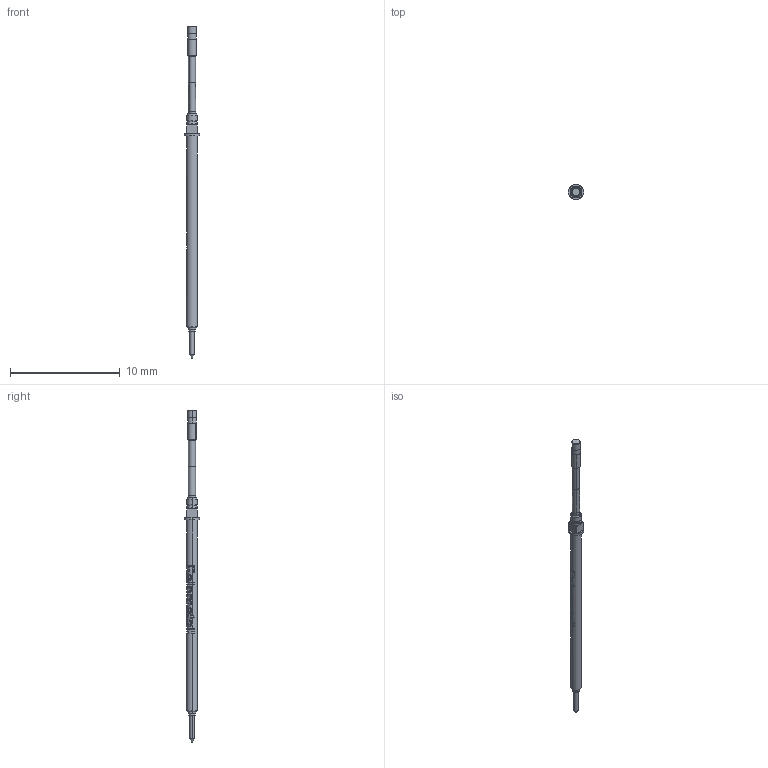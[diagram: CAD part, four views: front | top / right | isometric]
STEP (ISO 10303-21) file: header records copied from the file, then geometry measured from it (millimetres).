
FILE_DESCRIPTION (( 'STEP AP214' ), '1' );
FILE_NAME ('MOD-1029314-F86317T080N080.STEP', '2023-01-24T11:09:34', ( '' ), ( '' ), 'SwSTEP 2.0', 'SolidWorks 2020', '' );
FILE_SCHEMA (( 'AUTOMOTIVE_DESIGN' ));
Length unit declared in the file: millimetre
Products named in the file (1): MOD-1029314-F86317T080N080
Bounding box: 1.4 x 1.4 x 30.2 mm (x, y, z)
Volume: 18.8 mm3; surface area: 99.2 mm2
Topology: 3 solids, 3 shells, 246 faces, 605 edges, 382 vertices
Faces by surface type: plane 84, bspline 62, cylinder 56, cone 36, torus 8
Entity records: 11008 total; most frequent: CARTESIAN_POINT 5124, ORIENTED_EDGE 1202, DIRECTION 970, EDGE_CURVE 601, AXIS2_PLACEMENT_3D 383, VERTEX_POINT 382, EDGE_LOOP 267, ADVANCED_FACE 246
